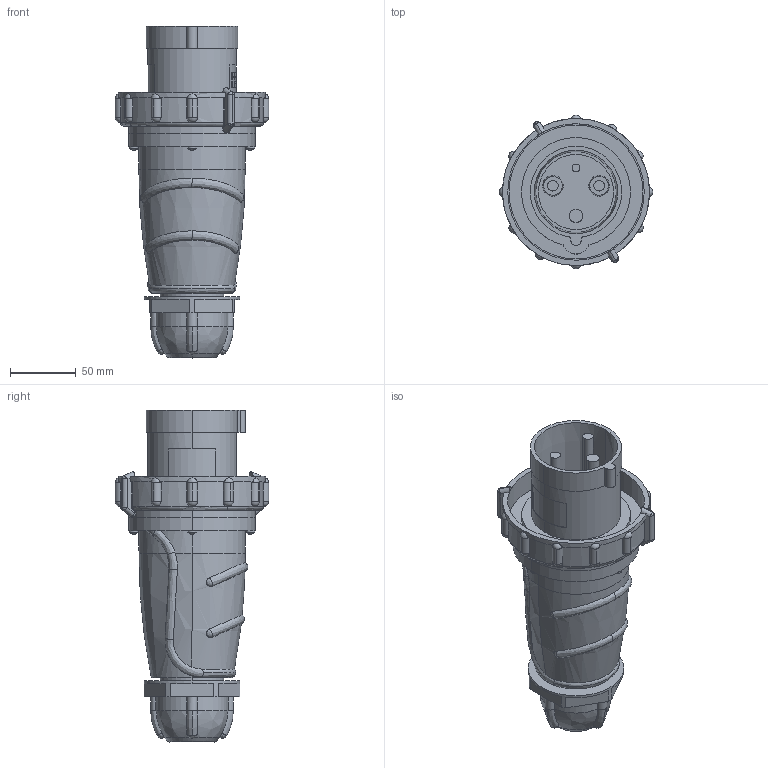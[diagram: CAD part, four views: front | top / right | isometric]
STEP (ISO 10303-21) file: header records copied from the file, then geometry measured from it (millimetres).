
FILE_DESCRIPTION (( 'STEP AP214' ), '1' );
FILE_NAME ('PSN01-063-3_MAGNUM Âèëêà ïåðåíîñ. ÑÑÈ-033 63À-6÷ 220Â 2P+PE IP67 IEK.STEP', '2025-03-07T10:39:41', ( '' ), ( '' ), 'SwSTEP 2.0', 'SolidWorks 2022', '' );
FILE_SCHEMA (( 'AUTOMOTIVE_DESIGN' ));
Length unit declared in the file: millimetre
Products named in the file (4): Импортированный2; Импортированный3; Импортированный1; PSN01-063-3_MAGNUM Вилка перенос. ССИ-033 63А-6ч 220В 2P+PE IP67 IEK
Assembly tree (3 placements, depth 2):
  PSN01-063-3_MAGNUM Вилка перенос. ССИ-033 63А-6ч 220В 2P+PE IP67 IEK
    Импортированный3
    Импортированный2
    Импортированный1
Bounding box: 117 x 117 x 252.86 mm (x, y, z)
Volume: 462386.1 mm3; surface area: 196711.4 mm2
Topology: 3 solids, 3 shells, 946 faces, 2508 edges, 1629 vertices
Faces by surface type: plane 450, cylinder 308, bspline 89, torus 69, cone 18, sphere 12
Entity records: 34863 total; most frequent: CARTESIAN_POINT 11214, DIRECTION 4986, ORIENTED_EDGE 4984, EDGE_CURVE 2492, AXIS2_PLACEMENT_3D 1925, VERTEX_POINT 1629, LINE 1136, VECTOR 1136
